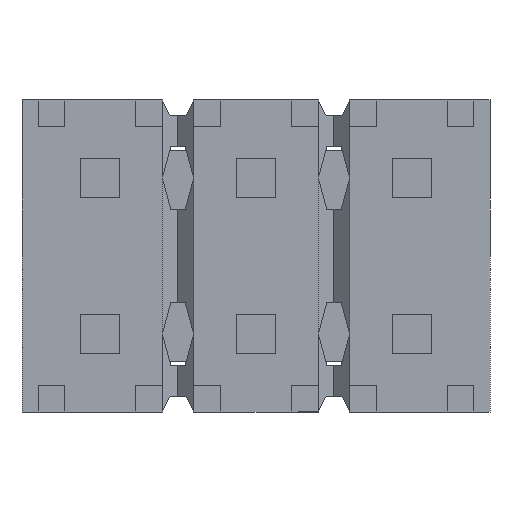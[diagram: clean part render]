
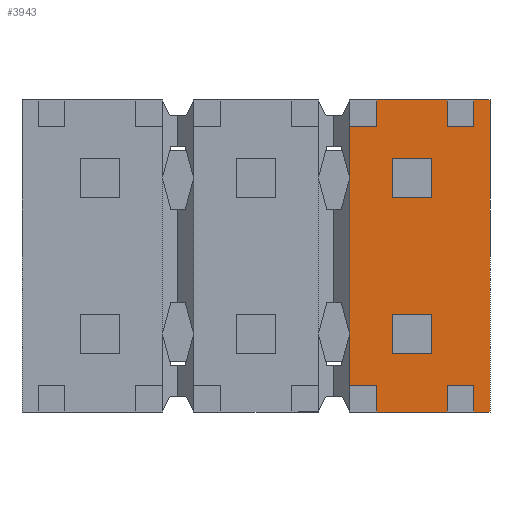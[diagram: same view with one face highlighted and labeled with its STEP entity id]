
A CAD part, front view. The second image highlights one B-rep face of the part: STEP entity #3943.
In plain terms, the highlighted planar face has unit normal (0, -1, 0).
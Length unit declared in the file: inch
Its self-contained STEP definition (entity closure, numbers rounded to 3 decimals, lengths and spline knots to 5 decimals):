
#565=ORIENTED_EDGE('',*,*,#1495,.T.);
#566=ORIENTED_EDGE('',*,*,#1302,.T.);
#567=ORIENTED_EDGE('',*,*,#1396,.T.);
#568=ORIENTED_EDGE('',*,*,#1503,.T.);
#569=ORIENTED_EDGE('',*,*,#1415,.F.);
#570=ORIENTED_EDGE('',*,*,#1298,.T.);
#571=ORIENTED_EDGE('',*,*,#1420,.T.);
#572=ORIENTED_EDGE('',*,*,#1504,.T.);
#573=ORIENTED_EDGE('',*,*,#1225,.F.);
#574=ORIENTED_EDGE('',*,*,#1229,.F.);
#575=ORIENTED_EDGE('',*,*,#1235,.F.);
#576=ORIENTED_EDGE('',*,*,#1505,.F.);
#577=ORIENTED_EDGE('',*,*,#1421,.T.);
#578=ORIENTED_EDGE('',*,*,#1343,.T.);
#579=ORIENTED_EDGE('',*,*,#1418,.F.);
#580=ORIENTED_EDGE('',*,*,#1506,.F.);
#581=ORIENTED_EDGE('',*,*,#1397,.T.);
#582=ORIENTED_EDGE('',*,*,#1339,.T.);
#583=ORIENTED_EDGE('',*,*,#1483,.F.);
#584=ORIENTED_EDGE('',*,*,#1430,.F.);
#585=ORIENTED_EDGE('',*,*,#1427,.F.);
#586=ORIENTED_EDGE('',*,*,#1424,.F.);
#587=ORIENTED_EDGE('',*,*,#1485,.F.);
#588=ORIENTED_EDGE('',*,*,#1440,.F.);
#589=ORIENTED_EDGE('',*,*,#1437,.F.);
#590=ORIENTED_EDGE('',*,*,#1434,.F.);
#1225=EDGE_CURVE('',#1766,#1767,#2133,.T.);
#1229=EDGE_CURVE('',#1770,#1766,#2137,.T.);
#1235=EDGE_CURVE('',#1775,#1770,#2143,.T.);
#1298=EDGE_CURVE('',#1823,#1822,#2206,.T.);
#1302=EDGE_CURVE('',#1827,#1826,#2210,.T.);
#1339=EDGE_CURVE('',#1852,#1851,#2247,.T.);
#1343=EDGE_CURVE('',#1856,#1855,#2251,.T.);
#1396=EDGE_CURVE('',#1826,#1885,#2304,.T.);
#1397=EDGE_CURVE('',#1886,#1852,#2305,.T.);
#1415=EDGE_CURVE('',#1823,#1895,#2323,.T.);
#1418=EDGE_CURVE('',#1896,#1855,#2326,.T.);
#1420=EDGE_CURVE('',#1822,#1897,#2328,.T.);
#1421=EDGE_CURVE('',#1898,#1856,#2329,.T.);
#1424=EDGE_CURVE('',#1900,#1901,#2332,.T.);
#1427=EDGE_CURVE('',#1901,#1903,#2335,.T.);
#1430=EDGE_CURVE('',#1903,#1905,#2338,.T.);
#1434=EDGE_CURVE('',#1908,#1909,#2342,.T.);
#1437=EDGE_CURVE('',#1909,#1911,#2345,.T.);
#1440=EDGE_CURVE('',#1911,#1913,#2348,.T.);
#1483=EDGE_CURVE('',#1905,#1900,#2391,.T.);
#1485=EDGE_CURVE('',#1913,#1908,#2393,.T.);
#1495=EDGE_CURVE('',#1851,#1827,#2403,.T.);
#1503=EDGE_CURVE('',#1885,#1895,#2411,.T.);
#1504=EDGE_CURVE('',#1897,#1767,#2412,.T.);
#1505=EDGE_CURVE('',#1898,#1775,#2413,.T.);
#1506=EDGE_CURVE('',#1886,#1896,#2414,.T.);
#1766=VERTEX_POINT('',#5450);
#1767=VERTEX_POINT('',#5452);
#1770=VERTEX_POINT('',#5460);
#1775=VERTEX_POINT('',#5472);
#1822=VERTEX_POINT('',#5590);
#1823=VERTEX_POINT('',#5592);
#1826=VERTEX_POINT('',#5598);
#1827=VERTEX_POINT('',#5600);
#1851=VERTEX_POINT('',#5664);
#1852=VERTEX_POINT('',#5666);
#1855=VERTEX_POINT('',#5672);
#1856=VERTEX_POINT('',#5674);
#1885=VERTEX_POINT('',#5778);
#1886=VERTEX_POINT('',#5782);
#1895=VERTEX_POINT('',#5818);
#1896=VERTEX_POINT('',#5822);
#1897=VERTEX_POINT('',#5826);
#1898=VERTEX_POINT('',#5830);
#1900=VERTEX_POINT('',#5835);
#1901=VERTEX_POINT('',#5837);
#1903=VERTEX_POINT('',#5843);
#1905=VERTEX_POINT('',#5849);
#1908=VERTEX_POINT('',#5856);
#1909=VERTEX_POINT('',#5858);
#1911=VERTEX_POINT('',#5864);
#1913=VERTEX_POINT('',#5870);
#2133=LINE('',#5451,#2689);
#2137=LINE('',#5459,#2693);
#2143=LINE('',#5471,#2699);
#2206=LINE('',#5591,#2762);
#2210=LINE('',#5599,#2766);
#2247=LINE('',#5665,#2803);
#2251=LINE('',#5673,#2807);
#2304=LINE('',#5779,#2860);
#2305=LINE('',#5781,#2861);
#2323=LINE('',#5817,#2879);
#2326=LINE('',#5823,#2882);
#2328=LINE('',#5827,#2884);
#2329=LINE('',#5829,#2885);
#2332=LINE('',#5836,#2888);
#2335=LINE('',#5842,#2891);
#2338=LINE('',#5848,#2894);
#2342=LINE('',#5857,#2898);
#2345=LINE('',#5863,#2901);
#2348=LINE('',#5869,#2904);
#2391=LINE('',#5959,#2947);
#2393=LINE('',#5962,#2949);
#2403=LINE('',#5977,#2959);
#2411=LINE('',#5991,#2967);
#2412=LINE('',#5992,#2968);
#2413=LINE('',#5993,#2969);
#2414=LINE('',#5994,#2970);
#2689=VECTOR('',#4413,39.37008);
#2693=VECTOR('',#4419,39.37008);
#2699=VECTOR('',#4427,39.37008);
#2762=VECTOR('',#4508,39.37008);
#2766=VECTOR('',#4512,39.37008);
#2803=VECTOR('',#4557,39.37008);
#2807=VECTOR('',#4561,39.37008);
#2860=VECTOR('',#4660,39.37008);
#2861=VECTOR('',#4663,39.37008);
#2879=VECTOR('',#4699,39.37008);
#2882=VECTOR('',#4704,39.37008);
#2884=VECTOR('',#4708,39.37008);
#2885=VECTOR('',#4711,39.37008);
#2888=VECTOR('',#4716,39.37008);
#2891=VECTOR('',#4721,39.37008);
#2894=VECTOR('',#4726,39.37008);
#2898=VECTOR('',#4732,39.37008);
#2901=VECTOR('',#4737,39.37008);
#2904=VECTOR('',#4742,39.37008);
#2947=VECTOR('',#4811,39.37008);
#2949=VECTOR('',#4815,39.37008);
#2959=VECTOR('',#4835,39.37008);
#2967=VECTOR('',#4855,39.37008);
#2968=VECTOR('',#4856,39.37008);
#2969=VECTOR('',#4857,39.37008);
#2970=VECTOR('',#4858,39.37008);
#3267=EDGE_LOOP('',(#565,#566,#567,#568,#569,#570,#571,#572,#573,#574,#575,
#576,#577,#578,#579,#580,#581,#582));
#3268=EDGE_LOOP('',(#583,#584,#585,#586));
#3269=EDGE_LOOP('',(#587,#588,#589,#590));
#3503=FACE_BOUND('',#3267,.T.);
#3504=FACE_BOUND('',#3268,.T.);
#3505=FACE_BOUND('',#3269,.T.);
#3731=PLANE('',#4181);
#3943=ADVANCED_FACE('',(#3503,#3504,#3505),#3731,.T.);
#4181=AXIS2_PLACEMENT_3D('',#5990,#4853,#4854);
#4413=DIRECTION('',(0.,0.,1.));
#4419=DIRECTION('',(0.,0.,1.));
#4427=DIRECTION('',(0.,0.,1.));
#4508=DIRECTION('',(-1.,0.,0.));
#4512=DIRECTION('',(-1.,0.,0.));
#4557=DIRECTION('',(1.,0.,0.));
#4561=DIRECTION('',(1.,0.,0.));
#4660=DIRECTION('',(0.,0.,-1.));
#4663=DIRECTION('',(0.,0.,-1.));
#4699=DIRECTION('',(0.,0.,-1.));
#4704=DIRECTION('',(0.,0.,-1.));
#4708=DIRECTION('',(0.,0.,-1.));
#4711=DIRECTION('',(0.,0.,-1.));
#4716=DIRECTION('',(1.,0.,0.));
#4721=DIRECTION('',(0.,0.,1.));
#4726=DIRECTION('',(-1.,0.,0.));
#4732=DIRECTION('',(1.,0.,0.));
#4737=DIRECTION('',(0.,0.,1.));
#4742=DIRECTION('',(-1.,0.,0.));
#4811=DIRECTION('',(0.,0.,-1.));
#4815=DIRECTION('',(0.,0.,-1.));
#4835=DIRECTION('',(0.,0.,1.));
#4853=DIRECTION('',(0.,-1.,0.));
#4854=DIRECTION('',(0.,0.,-1.));
#4855=DIRECTION('',(-1.,0.,0.));
#4856=DIRECTION('',(-1.,0.,0.));
#4857=DIRECTION('',(-1.,0.,0.));
#4858=DIRECTION('',(-1.,0.,0.));
#5450=CARTESIAN_POINT('',(0.06,0.02,0.05));
#5451=CARTESIAN_POINT('',(0.06,0.02,0.3));
#5452=CARTESIAN_POINT('',(0.06,0.02,0.083));
#5459=CARTESIAN_POINT('',(0.06,0.02,0.3));
#5460=CARTESIAN_POINT('',(0.06,0.02,-0.05));
#5471=CARTESIAN_POINT('',(0.06,0.02,0.3));
#5472=CARTESIAN_POINT('',(0.06,0.02,-0.083));
#5590=CARTESIAN_POINT('',(0.0774,0.02,0.1));
#5591=CARTESIAN_POINT('',(-0.15,0.02,0.1));
#5592=CARTESIAN_POINT('',(0.1226,0.02,0.1));
#5598=CARTESIAN_POINT('',(0.1396,0.02,0.1));
#5599=CARTESIAN_POINT('',(-0.15,0.02,0.1));
#5600=CARTESIAN_POINT('',(0.15,0.02,0.1));
#5664=CARTESIAN_POINT('',(0.15,0.02,-0.1));
#5665=CARTESIAN_POINT('',(0.15,0.02,-0.1));
#5666=CARTESIAN_POINT('',(0.1396,0.02,-0.1));
#5672=CARTESIAN_POINT('',(0.1226,0.02,-0.1));
#5673=CARTESIAN_POINT('',(0.15,0.02,-0.1));
#5674=CARTESIAN_POINT('',(0.0774,0.02,-0.1));
#5778=CARTESIAN_POINT('',(0.1396,0.02,0.083));
#5779=CARTESIAN_POINT('',(0.1396,0.02,0.2));
#5781=CARTESIAN_POINT('',(0.1396,0.02,0.2));
#5782=CARTESIAN_POINT('',(0.1396,0.02,-0.083));
#5817=CARTESIAN_POINT('',(0.1226,0.02,0.2));
#5818=CARTESIAN_POINT('',(0.1226,0.02,0.083));
#5822=CARTESIAN_POINT('',(0.1226,0.02,-0.083));
#5823=CARTESIAN_POINT('',(0.1226,0.02,0.2));
#5826=CARTESIAN_POINT('',(0.0774,0.02,0.083));
#5827=CARTESIAN_POINT('',(0.0774,0.02,0.2));
#5829=CARTESIAN_POINT('',(0.0774,0.02,0.2));
#5830=CARTESIAN_POINT('',(0.0774,0.02,-0.083));
#5835=CARTESIAN_POINT('',(0.0875,0.02,0.0375));
#5836=CARTESIAN_POINT('',(0.1125,0.02,0.0375));
#5837=CARTESIAN_POINT('',(0.1125,0.02,0.0375));
#5842=CARTESIAN_POINT('',(0.1125,0.02,0.0625));
#5843=CARTESIAN_POINT('',(0.1125,0.02,0.0625));
#5848=CARTESIAN_POINT('',(0.0875,0.02,0.0625));
#5849=CARTESIAN_POINT('',(0.0875,0.02,0.0625));
#5856=CARTESIAN_POINT('',(0.0875,0.02,-0.0625));
#5857=CARTESIAN_POINT('',(0.1125,0.02,-0.0625));
#5858=CARTESIAN_POINT('',(0.1125,0.02,-0.0625));
#5863=CARTESIAN_POINT('',(0.1125,0.02,-0.0375));
#5864=CARTESIAN_POINT('',(0.1125,0.02,-0.0375));
#5869=CARTESIAN_POINT('',(0.0875,0.02,-0.0375));
#5870=CARTESIAN_POINT('',(0.0875,0.02,-0.0375));
#5959=CARTESIAN_POINT('',(0.0875,0.02,0.0375));
#5962=CARTESIAN_POINT('',(0.0875,0.02,-0.0625));
#5977=CARTESIAN_POINT('',(0.15,0.02,0.1));
#5990=CARTESIAN_POINT('',(0.1848,0.02,0.2));
#5991=CARTESIAN_POINT('',(0.3,0.02,0.083));
#5992=CARTESIAN_POINT('',(0.3,0.02,0.083));
#5993=CARTESIAN_POINT('',(0.3,0.02,-0.083));
#5994=CARTESIAN_POINT('',(0.3,0.02,-0.083));
